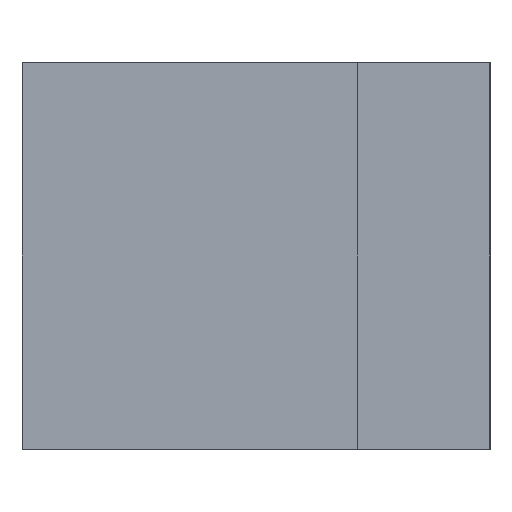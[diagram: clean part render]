
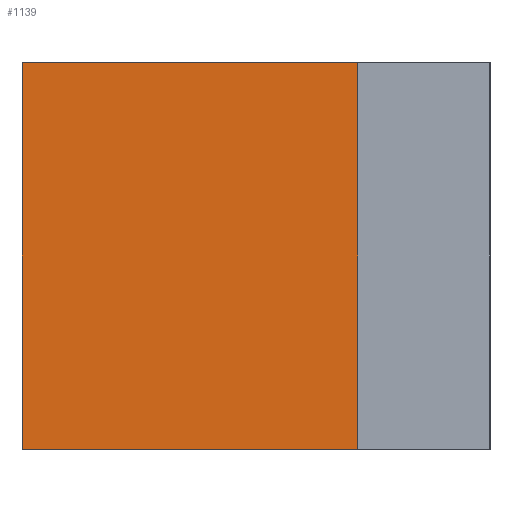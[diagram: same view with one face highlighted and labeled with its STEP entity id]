
A CAD part, left-side view. The second image highlights one B-rep face of the part: STEP entity #1139.
In plain terms, the highlighted planar face has unit normal (-1, 0, 0).
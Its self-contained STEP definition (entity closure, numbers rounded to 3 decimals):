
#140 = EDGE_CURVE ( 'NONE', #1370, #1750, #1555, .T. ) ;
#150 = DIRECTION ( 'NONE',  ( 0., -1., 0. ) ) ;
#436 = EDGE_LOOP ( 'NONE', ( #1690, #1068, #1268, #1910 ) ) ;
#467 = LINE ( 'NONE', #1099, #1061 ) ;
#533 = DIRECTION ( 'NONE',  ( 0., 0., -1. ) ) ;
#594 = DIRECTION ( 'NONE',  ( 0., 0., 1. ) ) ;
#655 = DIRECTION ( 'NONE',  ( 0., 0., 1. ) ) ;
#687 = DIRECTION ( 'NONE',  ( 1., 0., 0. ) ) ;
#698 = CARTESIAN_POINT ( 'NONE',  ( -0.325, 0.13, -0.19 ) ) ;
#892 = VERTEX_POINT ( 'NONE', #1681 ) ;
#969 = CARTESIAN_POINT ( 'NONE',  ( -0.325, 1.673, 0.19 ) ) ;
#1026 = VERTEX_POINT ( 'NONE', #1534 ) ;
#1061 = VECTOR ( 'NONE', #594, 1000. ) ;
#1068 = ORIENTED_EDGE ( 'NONE', *, *, #140, .T. ) ;
#1099 = CARTESIAN_POINT ( 'NONE',  ( -0.325, 0.46, -0.19 ) ) ;
#1102 = CARTESIAN_POINT ( 'NONE',  ( -0.325, 0.13, -0.19 ) ) ;
#1139 = ADVANCED_FACE ( 'NONE', ( #1852 ), #2010, .F. ) ;
#1183 = AXIS2_PLACEMENT_3D ( 'NONE', #1304, #687, #533 ) ;
#1198 = VECTOR ( 'NONE', #1885, 1000. ) ;
#1268 = ORIENTED_EDGE ( 'NONE', *, *, #1628, .T. ) ;
#1304 = CARTESIAN_POINT ( 'NONE',  ( -0.325, 1.673, -0.19 ) ) ;
#1370 = VERTEX_POINT ( 'NONE', #1689 ) ;
#1474 = EDGE_CURVE ( 'NONE', #1370, #892, #467, .T. ) ;
#1534 = CARTESIAN_POINT ( 'NONE',  ( -0.325, 0.13, 0.19 ) ) ;
#1555 = LINE ( 'NONE', #1718, #1627 ) ;
#1627 = VECTOR ( 'NONE', #150, 1000. ) ;
#1628 = EDGE_CURVE ( 'NONE', #1750, #1026, #1964, .T. ) ;
#1681 = CARTESIAN_POINT ( 'NONE',  ( -0.325, 0.46, 0.19 ) ) ;
#1687 = EDGE_CURVE ( 'NONE', #892, #1026, #1743, .T. ) ;
#1689 = CARTESIAN_POINT ( 'NONE',  ( -0.325, 0.46, -0.19 ) ) ;
#1690 = ORIENTED_EDGE ( 'NONE', *, *, #1474, .F. ) ;
#1718 = CARTESIAN_POINT ( 'NONE',  ( -0.325, 1.673, -0.19 ) ) ;
#1743 = LINE ( 'NONE', #969, #1198 ) ;
#1750 = VERTEX_POINT ( 'NONE', #698 ) ;
#1852 = FACE_OUTER_BOUND ( 'NONE', #436, .T. ) ;
#1885 = DIRECTION ( 'NONE',  ( 0., -1., 0. ) ) ;
#1910 = ORIENTED_EDGE ( 'NONE', *, *, #1687, .F. ) ;
#1911 = VECTOR ( 'NONE', #655, 1000. ) ;
#1964 = LINE ( 'NONE', #1102, #1911 ) ;
#2010 = PLANE ( 'NONE',  #1183 ) ;
